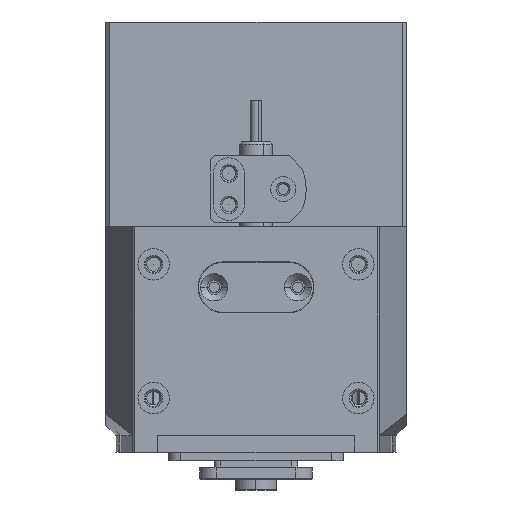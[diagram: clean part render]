
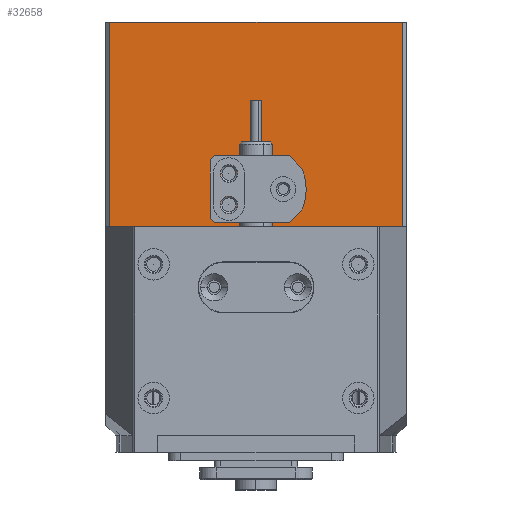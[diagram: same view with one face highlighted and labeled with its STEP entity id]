
A CAD part, left-side view. The second image highlights one B-rep face of the part: STEP entity #32658.
In plain terms, the highlighted planar face has unit normal (-1, 0, 0).
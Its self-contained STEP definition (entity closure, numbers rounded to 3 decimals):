
#50 = FACE_OUTER_BOUND ( 'NONE', #5412, .T. ) ;
#1768 = DIRECTION ( 'NONE',  ( 0., 0., -1. ) ) ;
#2879 = EDGE_CURVE ( 'NONE', #6608, #34538, #41806, .T. ) ;
#3133 = DIRECTION ( 'NONE',  ( 0., 0., -1. ) ) ;
#3590 = CARTESIAN_POINT ( 'NONE',  ( -78.914, 5.183, 156.416 ) ) ;
#4006 = VERTEX_POINT ( 'NONE', #8535 ) ;
#4305 = VECTOR ( 'NONE', #17569, 1000. ) ;
#4315 = DIRECTION ( 'NONE',  ( 0., 0., -1. ) ) ;
#4498 = DIRECTION ( 'NONE',  ( 1., 0., 0. ) ) ;
#5001 = VERTEX_POINT ( 'NONE', #39798 ) ;
#5138 = CARTESIAN_POINT ( 'NONE',  ( -78.914, -36.317, 200.166 ) ) ;
#5412 = EDGE_LOOP ( 'NONE', ( #49228, #36341, #29258, #9888 ) ) ;
#5722 = DIRECTION ( 'NONE',  ( 1., 0., 0. ) ) ;
#5980 = DIRECTION ( 'NONE',  ( 1., 0., 0. ) ) ;
#6195 = CARTESIAN_POINT ( 'NONE',  ( -78.914, 33.683, 151.166 ) ) ;
#6414 = FACE_BOUND ( 'NONE', #33727, .T. ) ;
#6608 = VERTEX_POINT ( 'NONE', #8866 ) ;
#6714 = DIRECTION ( 'NONE',  ( 0., 0., -1. ) ) ;
#7147 = CIRCLE ( 'NONE', #51195, 2.05 ) ;
#7771 = CIRCLE ( 'NONE', #36471, 1.65 ) ;
#7804 = EDGE_CURVE ( 'NONE', #39774, #34538, #23058, .T. ) ;
#7830 = CARTESIAN_POINT ( 'NONE',  ( -78.914, 5.183, 154.366 ) ) ;
#8535 = CARTESIAN_POINT ( 'NONE',  ( -78.914, -7.817, 158.516 ) ) ;
#8571 = EDGE_CURVE ( 'NONE', #41642, #39385, #7147, .T. ) ;
#8866 = CARTESIAN_POINT ( 'NONE',  ( -78.914, -36.317, 151.166 ) ) ;
#9170 = CIRCLE ( 'NONE', #17091, 2.05 ) ;
#9458 = CARTESIAN_POINT ( 'NONE',  ( -78.914, -1.317, 200.166 ) ) ;
#9733 = DIRECTION ( 'NONE',  ( 0., 0., -1. ) ) ;
#9888 = ORIENTED_EDGE ( 'NONE', *, *, #7804, .T. ) ;
#11666 = CARTESIAN_POINT ( 'NONE',  ( -78.914, 5.183, 163.916 ) ) ;
#12977 = CIRCLE ( 'NONE', #36005, 2.05 ) ;
#13810 = ORIENTED_EDGE ( 'NONE', *, *, #43716, .T. ) ;
#15176 = CARTESIAN_POINT ( 'NONE',  ( -78.914, -36.317, 200.166 ) ) ;
#17091 = AXIS2_PLACEMENT_3D ( 'NONE', #3590, #19889, #36244 ) ;
#17533 = EDGE_CURVE ( 'NONE', #6608, #44215, #51570, .T. ) ;
#17569 = DIRECTION ( 'NONE',  ( 0., 1., 0. ) ) ;
#17654 = ORIENTED_EDGE ( 'NONE', *, *, #22594, .T. ) ;
#17895 = CARTESIAN_POINT ( 'NONE',  ( -78.914, -41.317, 151.166 ) ) ;
#18243 = DIRECTION ( 'NONE',  ( 1., 0., 0. ) ) ;
#18640 = EDGE_LOOP ( 'NONE', ( #21731, #13810 ) ) ;
#19844 = ORIENTED_EDGE ( 'NONE', *, *, #34713, .T. ) ;
#19889 = DIRECTION ( 'NONE',  ( 1., 0., 0. ) ) ;
#21212 = CIRCLE ( 'NONE', #36017, 2.05 ) ;
#21425 = ORIENTED_EDGE ( 'NONE', *, *, #47972, .T. ) ;
#21731 = ORIENTED_EDGE ( 'NONE', *, *, #38272, .T. ) ;
#22213 = VERTEX_POINT ( 'NONE', #7830 ) ;
#22594 = EDGE_CURVE ( 'NONE', #39385, #41642, #12977, .T. ) ;
#22967 = CARTESIAN_POINT ( 'NONE',  ( -78.914, 33.683, 151.166 ) ) ;
#23058 = LINE ( 'NONE', #6195, #34521 ) ;
#23888 = CARTESIAN_POINT ( 'NONE',  ( -78.914, 5.183, 161.866 ) ) ;
#25879 = VECTOR ( 'NONE', #50966, 1000. ) ;
#25900 = LINE ( 'NONE', #9458, #4305 ) ;
#26300 = DIRECTION ( 'NONE',  ( 0., 0., -1. ) ) ;
#26627 = CARTESIAN_POINT ( 'NONE',  ( -78.914, -7.817, 160.166 ) ) ;
#27963 = VECTOR ( 'NONE', #52329, 1000. ) ;
#29258 = ORIENTED_EDGE ( 'NONE', *, *, #40031, .T. ) ;
#32658 = ADVANCED_FACE ( 'NONE', ( #6414, #38791, #48392, #50 ), #38491, .F. ) ;
#33727 = EDGE_LOOP ( 'NONE', ( #19844, #21425 ) ) ;
#34521 = VECTOR ( 'NONE', #6714, 1000. ) ;
#34538 = VERTEX_POINT ( 'NONE', #22967 ) ;
#34713 = EDGE_CURVE ( 'NONE', #5001, #4006, #46952, .T. ) ;
#36005 = AXIS2_PLACEMENT_3D ( 'NONE', #11666, #40057, #3133 ) ;
#36017 = AXIS2_PLACEMENT_3D ( 'NONE', #38015, #5722, #26300 ) ;
#36244 = DIRECTION ( 'NONE',  ( 0., 0., -1. ) ) ;
#36341 = ORIENTED_EDGE ( 'NONE', *, *, #17533, .T. ) ;
#36471 = AXIS2_PLACEMENT_3D ( 'NONE', #26627, #38879, #42991 ) ;
#38015 = CARTESIAN_POINT ( 'NONE',  ( -78.914, 5.183, 156.416 ) ) ;
#38272 = EDGE_CURVE ( 'NONE', #45681, #22213, #9170, .T. ) ;
#38491 = PLANE ( 'NONE',  #42829 ) ;
#38791 = FACE_BOUND ( 'NONE', #48765, .T. ) ;
#38879 = DIRECTION ( 'NONE',  ( 1., 0., 0. ) ) ;
#39385 = VERTEX_POINT ( 'NONE', #52344 ) ;
#39774 = VERTEX_POINT ( 'NONE', #50694 ) ;
#39798 = CARTESIAN_POINT ( 'NONE',  ( -78.914, -7.817, 161.816 ) ) ;
#40031 = EDGE_CURVE ( 'NONE', #44215, #39774, #25900, .T. ) ;
#40057 = DIRECTION ( 'NONE',  ( 1., 0., 0. ) ) ;
#40355 = CARTESIAN_POINT ( 'NONE',  ( -78.914, 5.183, 163.916 ) ) ;
#41642 = VERTEX_POINT ( 'NONE', #23888 ) ;
#41806 = LINE ( 'NONE', #47237, #25879 ) ;
#42829 = AXIS2_PLACEMENT_3D ( 'NONE', #17895, #18243, #1768 ) ;
#42991 = DIRECTION ( 'NONE',  ( 0., 0., -1. ) ) ;
#43202 = AXIS2_PLACEMENT_3D ( 'NONE', #46508, #5980, #9733 ) ;
#43716 = EDGE_CURVE ( 'NONE', #22213, #45681, #21212, .T. ) ;
#44215 = VERTEX_POINT ( 'NONE', #5138 ) ;
#45681 = VERTEX_POINT ( 'NONE', #49493 ) ;
#46508 = CARTESIAN_POINT ( 'NONE',  ( -78.914, -7.817, 160.166 ) ) ;
#46952 = CIRCLE ( 'NONE', #43202, 1.65 ) ;
#47237 = CARTESIAN_POINT ( 'NONE',  ( -78.914, -41.317, 151.166 ) ) ;
#47972 = EDGE_CURVE ( 'NONE', #4006, #5001, #7771, .T. ) ;
#48392 = FACE_BOUND ( 'NONE', #18640, .T. ) ;
#48765 = EDGE_LOOP ( 'NONE', ( #17654, #50215 ) ) ;
#49228 = ORIENTED_EDGE ( 'NONE', *, *, #2879, .F. ) ;
#49493 = CARTESIAN_POINT ( 'NONE',  ( -78.914, 5.183, 158.466 ) ) ;
#50215 = ORIENTED_EDGE ( 'NONE', *, *, #8571, .T. ) ;
#50694 = CARTESIAN_POINT ( 'NONE',  ( -78.914, 33.683, 200.166 ) ) ;
#50966 = DIRECTION ( 'NONE',  ( 0., 1., 0. ) ) ;
#51195 = AXIS2_PLACEMENT_3D ( 'NONE', #40355, #4498, #4315 ) ;
#51570 = LINE ( 'NONE', #15176, #27963 ) ;
#52329 = DIRECTION ( 'NONE',  ( 0., 0., 1. ) ) ;
#52344 = CARTESIAN_POINT ( 'NONE',  ( -78.914, 5.183, 165.966 ) ) ;
